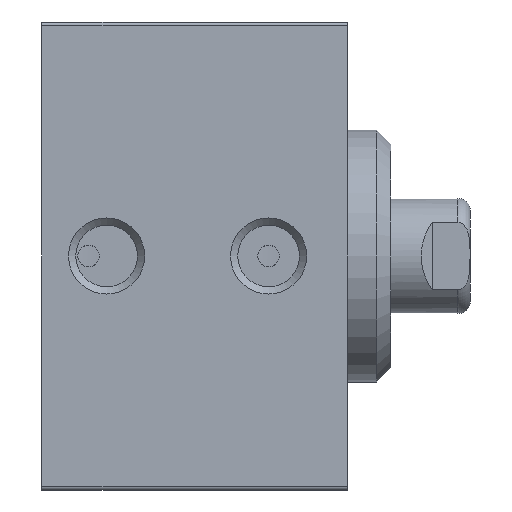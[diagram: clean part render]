
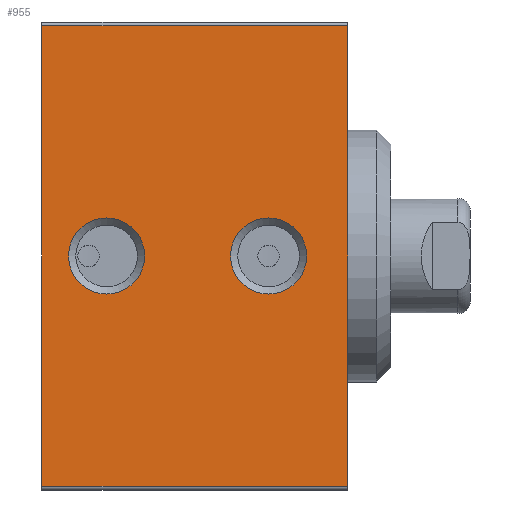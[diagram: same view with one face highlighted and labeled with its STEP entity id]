
A CAD part, left-side view. The second image highlights one B-rep face of the part: STEP entity #955.
In plain terms, the highlighted planar face has unit normal (-1, 0, 0).
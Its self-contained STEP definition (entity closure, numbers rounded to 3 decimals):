
#206=CARTESIAN_POINT('',(-35.0,21.25,-32.0));
#207=VERTEX_POINT('',#206);
#217=CARTESIAN_POINT('',(-35.0,21.25,32.0));
#218=VERTEX_POINT('',#217);
#219=CARTESIAN_POINT('',(-35.0,21.25,32.0));
#220=DIRECTION('',(0.0,0.0,-1.0));
#221=VECTOR('',#220,64.0);
#222=LINE('',#219,#221);
#223=EDGE_CURVE('',#218,#207,#222,.T.);
#766=CARTESIAN_POINT('',(-35.0,-21.25,32.0));
#767=VERTEX_POINT('',#766);
#777=CARTESIAN_POINT('',(-35.0,-21.25,-32.0));
#778=VERTEX_POINT('',#777);
#779=CARTESIAN_POINT('',(-35.0,-21.25,-32.0));
#780=DIRECTION('',(0.0,0.0,1.0));
#781=VECTOR('',#780,64.0);
#782=LINE('',#779,#781);
#783=EDGE_CURVE('',#778,#767,#782,.T.);
#908=CARTESIAN_POINT('',(-35.0,-10.25,5.283));
#909=VERTEX_POINT('',#908);
#910=CARTESIAN_POINT('',(-35.0,-10.25,0.0));
#911=DIRECTION('',(-1.0,0.0,0.0));
#912=DIRECTION('',(0.0,0.0,-1.0));
#913=AXIS2_PLACEMENT_3D('',#910,#911,#912);
#914=CIRCLE('',#913,5.283);
#915=EDGE_CURVE('',#909,#909,#914,.T.);
#920=CARTESIAN_POINT('',(-35.0,0.0,32.0));
#921=DIRECTION('',(-1.0,0.0,0.0));
#922=DIRECTION('',(0.0,0.0,1.0));
#923=AXIS2_PLACEMENT_3D('',#920,#921,#922);
#924=PLANE('',#923);
#925=ORIENTED_EDGE('',*,*,#223,.T.);
#926=CARTESIAN_POINT('',(-35.0,21.25,-32.0));
#927=DIRECTION('',(0.0,-1.0,0.0));
#928=VECTOR('',#927,42.5);
#929=LINE('',#926,#928);
#930=EDGE_CURVE('',#207,#778,#929,.T.);
#931=ORIENTED_EDGE('',*,*,#930,.T.);
#932=ORIENTED_EDGE('',*,*,#783,.T.);
#933=CARTESIAN_POINT('',(-35.0,-21.25,32.0));
#934=DIRECTION('',(0.0,1.0,0.0));
#935=VECTOR('',#934,42.5);
#936=LINE('',#933,#935);
#937=EDGE_CURVE('',#767,#218,#936,.T.);
#938=ORIENTED_EDGE('',*,*,#937,.T.);
#939=EDGE_LOOP('',(#925,#931,#932,#938));
#940=FACE_OUTER_BOUND('',#939,.T.);
#941=CARTESIAN_POINT('',(-35.0,12.25,5.283));
#942=VERTEX_POINT('',#941);
#943=CARTESIAN_POINT('',(-35.0,12.25,0.0));
#944=DIRECTION('',(-1.0,0.0,0.0));
#945=DIRECTION('',(0.0,0.0,-1.0));
#946=AXIS2_PLACEMENT_3D('',#943,#944,#945);
#947=CIRCLE('',#946,5.283);
#948=EDGE_CURVE('',#942,#942,#947,.T.);
#949=ORIENTED_EDGE('',*,*,#948,.F.);
#950=EDGE_LOOP('',(#949));
#951=FACE_BOUND('',#950,.T.);
#952=ORIENTED_EDGE('',*,*,#915,.F.);
#953=EDGE_LOOP('',(#952));
#954=FACE_BOUND('',#953,.T.);
#955=ADVANCED_FACE('',(#940,#951,#954),#924,.T.);
